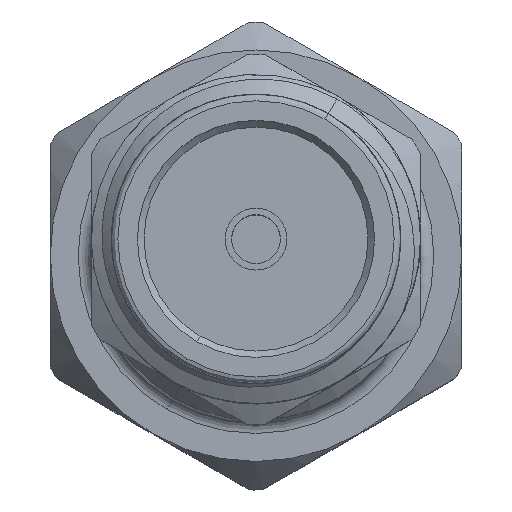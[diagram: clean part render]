
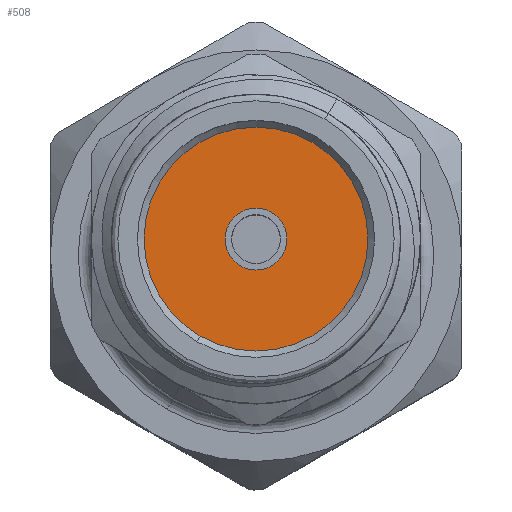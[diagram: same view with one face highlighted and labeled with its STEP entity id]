
A CAD part, top view. The second image highlights one B-rep face of the part: STEP entity #508.
In plain terms, the highlighted face is planar.
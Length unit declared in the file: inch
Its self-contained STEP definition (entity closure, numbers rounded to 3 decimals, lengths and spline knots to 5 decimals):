
#108 = DIRECTION ( 'NONE',  ( -1., 0., 0. ) ) ;
#453 = DIRECTION ( 'NONE',  ( -1., 0., 0. ) ) ;
#508 = ADVANCED_FACE ( 'NONE', ( #3515, #5533 ), #8285, .T. ) ;
#653 = CIRCLE ( 'NONE', #5665, 0.0235 ) ;
#785 = EDGE_CURVE ( 'NONE', #4520, #2456, #653, .T. ) ;
#889 = ORIENTED_EDGE ( 'NONE', *, *, #1564, .T. ) ;
#915 = CIRCLE ( 'NONE', #2213, 0.085 ) ;
#991 = CIRCLE ( 'NONE', #7294, 0.0235 ) ;
#1423 = ORIENTED_EDGE ( 'NONE', *, *, #5826, .T. ) ;
#1564 = EDGE_CURVE ( 'NONE', #4165, #3892, #4673, .T. ) ;
#2157 = EDGE_CURVE ( 'NONE', #2456, #4520, #991, .T. ) ;
#2213 = AXIS2_PLACEMENT_3D ( 'NONE', #7549, #6780, #3371 ) ;
#2456 = VERTEX_POINT ( 'NONE', #6760 ) ;
#3371 = DIRECTION ( 'NONE',  ( 0., 0., 1. ) ) ;
#3515 = FACE_BOUND ( 'NONE', #7491, .T. ) ;
#3892 = VERTEX_POINT ( 'NONE', #7529 ) ;
#4165 = VERTEX_POINT ( 'NONE', #6479 ) ;
#4170 = DIRECTION ( 'NONE',  ( 0., 0., 1. ) ) ;
#4520 = VERTEX_POINT ( 'NONE', #5169 ) ;
#4673 = CIRCLE ( 'NONE', #8837, 0.085 ) ;
#5169 = CARTESIAN_POINT ( 'NONE',  ( 0.075, 0., -0.0235 ) ) ;
#5205 = DIRECTION ( 'NONE',  ( 0., 0., 1. ) ) ;
#5313 = DIRECTION ( 'NONE',  ( -1., 0., 0. ) ) ;
#5335 = ORIENTED_EDGE ( 'NONE', *, *, #785, .F. ) ;
#5533 = FACE_OUTER_BOUND ( 'NONE', #7402, .T. ) ;
#5561 = CARTESIAN_POINT ( 'NONE',  ( 0.075, 0., 0. ) ) ;
#5665 = AXIS2_PLACEMENT_3D ( 'NONE', #8763, #5313, #7503 ) ;
#5826 = EDGE_CURVE ( 'NONE', #3892, #4165, #915, .T. ) ;
#6084 = ORIENTED_EDGE ( 'NONE', *, *, #2157, .F. ) ;
#6086 = CARTESIAN_POINT ( 'NONE',  ( 0.075, 0., 0. ) ) ;
#6226 = DIRECTION ( 'NONE',  ( -1., 0., 0. ) ) ;
#6479 = CARTESIAN_POINT ( 'NONE',  ( 0.075, 0., -0.085 ) ) ;
#6760 = CARTESIAN_POINT ( 'NONE',  ( 0.075, 0., 0.0235 ) ) ;
#6780 = DIRECTION ( 'NONE',  ( -1., 0., 0. ) ) ;
#6921 = DIRECTION ( 'NONE',  ( 0., 0., 1. ) ) ;
#6954 = AXIS2_PLACEMENT_3D ( 'NONE', #7607, #108, #6921 ) ;
#7294 = AXIS2_PLACEMENT_3D ( 'NONE', #5561, #6226, #4170 ) ;
#7402 = EDGE_LOOP ( 'NONE', ( #1423, #889 ) ) ;
#7491 = EDGE_LOOP ( 'NONE', ( #6084, #5335 ) ) ;
#7503 = DIRECTION ( 'NONE',  ( 0., 0., 1. ) ) ;
#7529 = CARTESIAN_POINT ( 'NONE',  ( 0.075, 0., 0.085 ) ) ;
#7549 = CARTESIAN_POINT ( 'NONE',  ( 0.075, 0., 0. ) ) ;
#7607 = CARTESIAN_POINT ( 'NONE',  ( 0.075, 0., 0. ) ) ;
#8285 = PLANE ( 'NONE',  #6954 ) ;
#8763 = CARTESIAN_POINT ( 'NONE',  ( 0.075, 0., 0. ) ) ;
#8837 = AXIS2_PLACEMENT_3D ( 'NONE', #6086, #453, #5205 ) ;
